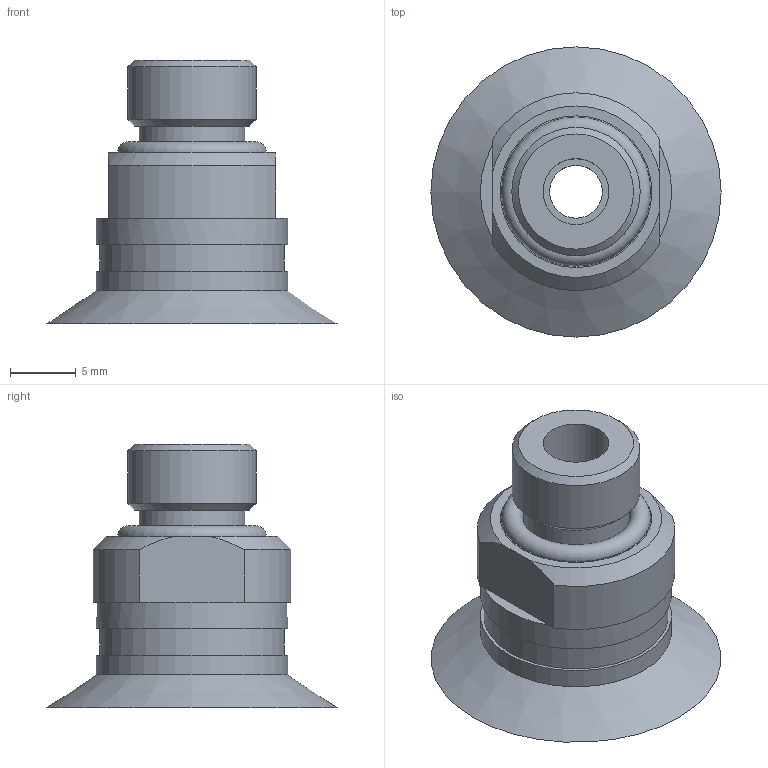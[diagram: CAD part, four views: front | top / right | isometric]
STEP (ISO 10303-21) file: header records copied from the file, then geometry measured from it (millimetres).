
FILE_DESCRIPTION( ( '' ), '1' );
FILE_NAME( '0109121.stp', '2003-11-10T15:20:44', ( 'Andreas Norlen' ), ( 'PIAB AB' ), 'XStep 1.0', 'SolidEdge V12', ' ' );
FILE_SCHEMA( ( 'automotive_design' ) );
Length unit declared in the file: millimetre
Products named in the file (1): Part16
Bounding box: 22 x 22 x 20 mm (x, y, z)
Volume: 2218.9 mm3; surface area: 1846.5 mm2
Topology: 1 solids, 1 shells, 61 faces, 145 edges, 95 vertices
Faces by surface type: plane 33, cone 15, cylinder 11, torus 2
Full cylindrical faces by diameter (mm): 4 x1, 5 x1, 8 x2, 9.73 x1, 11.5 x1, 14 x1, 14.5 x2
Entity records: 1712 total; most frequent: CARTESIAN_POINT 394, DIRECTION 270, ORIENTED_EDGE 246, EDGE_CURVE 123, AXIS2_PLACEMENT_3D 121, VERTEX_POINT 89, EDGE_LOOP 88, FACE_OUTER_BOUND 72
